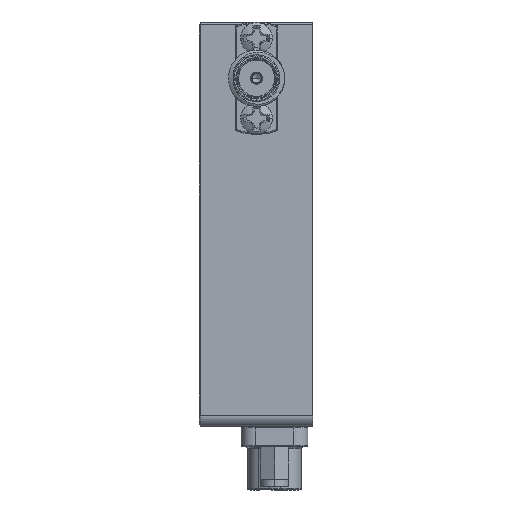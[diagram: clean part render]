
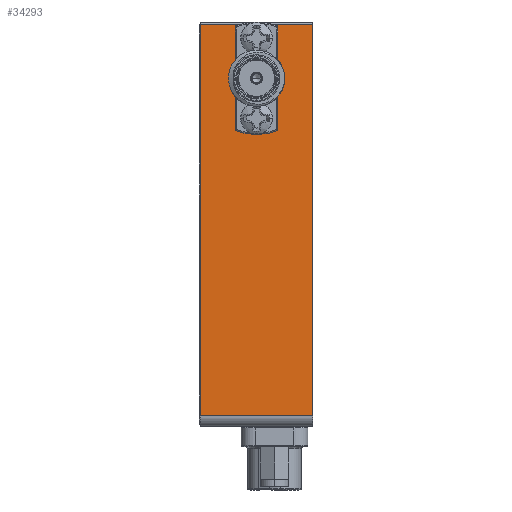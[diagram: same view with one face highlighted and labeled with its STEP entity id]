
A CAD part, left-side view. The second image highlights one B-rep face of the part: STEP entity #34293.
In plain terms, the highlighted planar face has unit normal (-1, 0, 0).
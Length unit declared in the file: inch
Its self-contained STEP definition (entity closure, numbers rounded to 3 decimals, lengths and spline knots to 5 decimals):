
#2112 = VERTEX_POINT ( 'NONE', #84939 ) ;
#2844 = VERTEX_POINT ( 'NONE', #89601 ) ;
#4440 = DIRECTION ( 'NONE',  ( -1., 0., 0. ) ) ;
#5695 = CARTESIAN_POINT ( 'NONE',  ( 0., -0.25, -0.25 ) ) ;
#8198 = DIRECTION ( 'NONE',  ( -1., 0., 0. ) ) ;
#8682 = VERTEX_POINT ( 'NONE', #33534 ) ;
#12070 = AXIS2_PLACEMENT_3D ( 'NONE', #86140, #96302, #65752 ) ;
#13055 = DIRECTION ( 'NONE',  ( 0., 0., 1. ) ) ;
#14362 = DIRECTION ( 'NONE',  ( -1., 0., 0. ) ) ;
#15105 = AXIS2_PLACEMENT_3D ( 'NONE', #87559, #96724, #57624 ) ;
#17692 = VERTEX_POINT ( 'NONE', #60475 ) ;
#17991 = EDGE_CURVE ( 'NONE', #78294, #55713, #45129, .T. ) ;
#20704 = CARTESIAN_POINT ( 'NONE',  ( 0., -0.25, -0.072 ) ) ;
#20889 = CARTESIAN_POINT ( 'NONE',  ( 0., -0.5, -0.01 ) ) ;
#22377 = FACE_BOUND ( 'NONE', #76518, .T. ) ;
#22479 = ORIENTED_EDGE ( 'NONE', *, *, #52692, .T. ) ;
#23114 = CIRCLE ( 'NONE', #79929, 0.045 ) ;
#24479 = DIRECTION ( 'NONE',  ( 0., 1., 0. ) ) ;
#24497 = DIRECTION ( 'NONE',  ( 0., 0., -1. ) ) ;
#26984 = VECTOR ( 'NONE', #24479, 39.37008 ) ;
#28345 = VERTEX_POINT ( 'NONE', #30752 ) ;
#30752 = CARTESIAN_POINT ( 'NONE',  ( 0., -0.25, -0.117 ) ) ;
#31105 = ORIENTED_EDGE ( 'NONE', *, *, #95460, .F. ) ;
#31364 = CIRCLE ( 'NONE', #44326, 0.049 ) ;
#31670 = EDGE_CURVE ( 'NONE', #95967, #2112, #42876, .T. ) ;
#33534 = CARTESIAN_POINT ( 'NONE',  ( 0., -0.25, -0.027 ) ) ;
#34293 = ADVANCED_FACE ( 'NONE', ( #98647, #82858, #22377, #67036 ), #60953, .F. ) ;
#34833 = VERTEX_POINT ( 'NONE', #67905 ) ;
#34877 = CARTESIAN_POINT ( 'NONE',  ( 0., -0.25, -0.473 ) ) ;
#35413 = EDGE_LOOP ( 'NONE', ( #47528, #83360, #39302, #22479 ) ) ;
#36449 = CARTESIAN_POINT ( 'NONE',  ( 0., 0., -0.01 ) ) ;
#39302 = ORIENTED_EDGE ( 'NONE', *, *, #87341, .F. ) ;
#39509 = ORIENTED_EDGE ( 'NONE', *, *, #79649, .F. ) ;
#40988 = AXIS2_PLACEMENT_3D ( 'NONE', #85452, #8198, #54994 ) ;
#42876 = CIRCLE ( 'NONE', #12070, 0.045 ) ;
#44326 = AXIS2_PLACEMENT_3D ( 'NONE', #5695, #14362, #66664 ) ;
#44756 = VECTOR ( 'NONE', #47569, 39.37008 ) ;
#45129 = LINE ( 'NONE', #36449, #83329 ) ;
#47528 = ORIENTED_EDGE ( 'NONE', *, *, #17991, .T. ) ;
#47569 = DIRECTION ( 'NONE',  ( 0., 1., 0. ) ) ;
#49405 = CARTESIAN_POINT ( 'NONE',  ( 0., -0.5, -0.01 ) ) ;
#49923 = EDGE_CURVE ( 'NONE', #2112, #95967, #54074, .T. ) ;
#50577 = VECTOR ( 'NONE', #24497, 39.37008 ) ;
#51027 = EDGE_CURVE ( 'NONE', #2844, #34833, #31364, .T. ) ;
#52692 = EDGE_CURVE ( 'NONE', #17692, #78294, #77533, .T. ) ;
#53262 = DIRECTION ( 'NONE',  ( 0., 0., -1. ) ) ;
#54074 = CIRCLE ( 'NONE', #15105, 0.045 ) ;
#54306 = ORIENTED_EDGE ( 'NONE', *, *, #31670, .F. ) ;
#54981 = ORIENTED_EDGE ( 'NONE', *, *, #66168, .F. ) ;
#54994 = DIRECTION ( 'NONE',  ( 0., 0., 1. ) ) ;
#55501 = CARTESIAN_POINT ( 'NONE',  ( 0., -0.5, -1.75 ) ) ;
#55614 = EDGE_LOOP ( 'NONE', ( #39509, #54981 ) ) ;
#55713 = VERTEX_POINT ( 'NONE', #98434 ) ;
#56421 = CARTESIAN_POINT ( 'NONE',  ( 0., 0., -0.01 ) ) ;
#57624 = DIRECTION ( 'NONE',  ( 0., 0., 1. ) ) ;
#57967 = DIRECTION ( 'NONE',  ( -1., 0., 0. ) ) ;
#60475 = CARTESIAN_POINT ( 'NONE',  ( 0., -0.5, -0.01 ) ) ;
#60838 = EDGE_LOOP ( 'NONE', ( #91885, #54306 ) ) ;
#60953 = PLANE ( 'NONE',  #91961 ) ;
#63262 = CARTESIAN_POINT ( 'NONE',  ( 0., -0.5, -0.01 ) ) ;
#63929 = AXIS2_PLACEMENT_3D ( 'NONE', #96567, #57967, #88910 ) ;
#65241 = CARTESIAN_POINT ( 'NONE',  ( 0., -0.5, -1.75 ) ) ;
#65752 = DIRECTION ( 'NONE',  ( 0., 0., 1. ) ) ;
#66168 = EDGE_CURVE ( 'NONE', #28345, #8682, #23114, .T. ) ;
#66664 = DIRECTION ( 'NONE',  ( 0., 0., 1. ) ) ;
#67036 = FACE_OUTER_BOUND ( 'NONE', #35413, .T. ) ;
#67905 = CARTESIAN_POINT ( 'NONE',  ( 0., -0.25, -0.299 ) ) ;
#68631 = EDGE_CURVE ( 'NONE', #82358, #55713, #69139, .T. ) ;
#69139 = LINE ( 'NONE', #55501, #26984 ) ;
#76518 = EDGE_LOOP ( 'NONE', ( #96882, #31105 ) ) ;
#76622 = CIRCLE ( 'NONE', #40988, 0.049 ) ;
#77533 = LINE ( 'NONE', #63262, #44756 ) ;
#78294 = VERTEX_POINT ( 'NONE', #56421 ) ;
#78355 = LINE ( 'NONE', #49405, #50577 ) ;
#79649 = EDGE_CURVE ( 'NONE', #8682, #28345, #81840, .T. ) ;
#79929 = AXIS2_PLACEMENT_3D ( 'NONE', #20704, #4440, #13055 ) ;
#81840 = CIRCLE ( 'NONE', #63929, 0.045 ) ;
#82358 = VERTEX_POINT ( 'NONE', #65241 ) ;
#82858 = FACE_BOUND ( 'NONE', #55614, .T. ) ;
#83329 = VECTOR ( 'NONE', #53262, 39.37008 ) ;
#83360 = ORIENTED_EDGE ( 'NONE', *, *, #68631, .F. ) ;
#84939 = CARTESIAN_POINT ( 'NONE',  ( 0., -0.25, -0.383 ) ) ;
#85452 = CARTESIAN_POINT ( 'NONE',  ( 0., -0.25, -0.25 ) ) ;
#86140 = CARTESIAN_POINT ( 'NONE',  ( 0., -0.25, -0.428 ) ) ;
#87341 = EDGE_CURVE ( 'NONE', #17692, #82358, #78355, .T. ) ;
#87559 = CARTESIAN_POINT ( 'NONE',  ( 0., -0.25, -0.428 ) ) ;
#88910 = DIRECTION ( 'NONE',  ( 0., 0., 1. ) ) ;
#89601 = CARTESIAN_POINT ( 'NONE',  ( 0., -0.25, -0.201 ) ) ;
#91885 = ORIENTED_EDGE ( 'NONE', *, *, #49923, .F. ) ;
#91961 = AXIS2_PLACEMENT_3D ( 'NONE', #20889, #92426, #99152 ) ;
#92426 = DIRECTION ( 'NONE',  ( 1., 0., 0. ) ) ;
#95460 = EDGE_CURVE ( 'NONE', #34833, #2844, #76622, .T. ) ;
#95967 = VERTEX_POINT ( 'NONE', #34877 ) ;
#96302 = DIRECTION ( 'NONE',  ( -1., 0., 0. ) ) ;
#96567 = CARTESIAN_POINT ( 'NONE',  ( 0., -0.25, -0.072 ) ) ;
#96724 = DIRECTION ( 'NONE',  ( -1., 0., 0. ) ) ;
#96882 = ORIENTED_EDGE ( 'NONE', *, *, #51027, .F. ) ;
#98434 = CARTESIAN_POINT ( 'NONE',  ( 0., 0., -1.75 ) ) ;
#98647 = FACE_BOUND ( 'NONE', #60838, .T. ) ;
#99152 = DIRECTION ( 'NONE',  ( 0., 0., -1. ) ) ;
